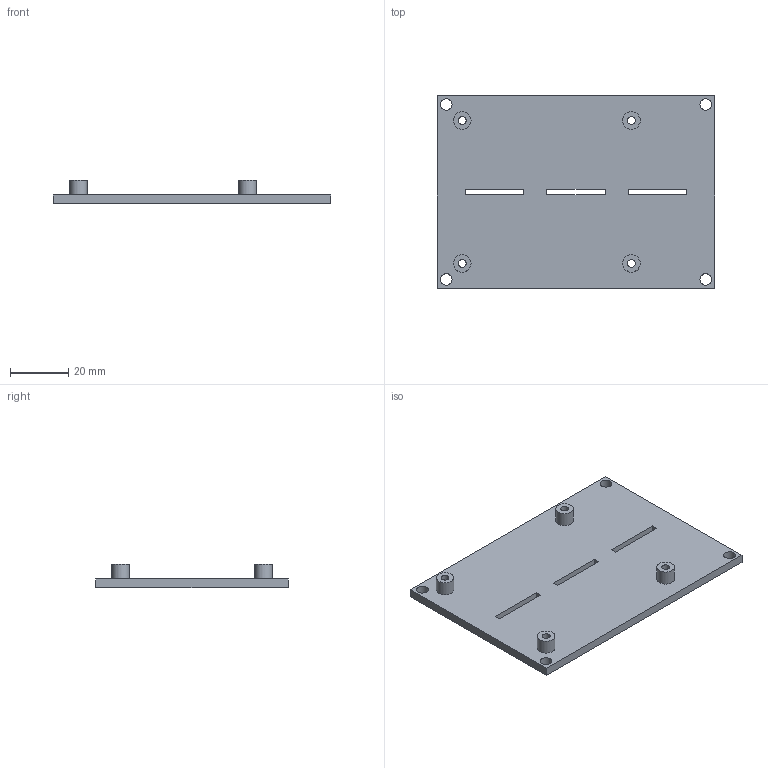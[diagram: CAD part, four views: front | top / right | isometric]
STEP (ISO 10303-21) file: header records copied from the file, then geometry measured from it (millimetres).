
FILE_DESCRIPTION(('FreeCAD Model'),'2;1');
FILE_NAME('Open CASCADE Shape Model','2025-06-01T13:34:20',('Author'),( ''),'Open CASCADE STEP processor 7.8','FreeCAD','Unknown');
FILE_SCHEMA(('AUTOMOTIVE_DESIGN { 1 0 10303 214 1 1 1 1 }'));
Length unit declared in the file: millimetre
Products named in the file (1): MountingPlate
Bounding box: 95 x 66 x 8 mm (x, y, z)
Volume: 18665.9 mm3; surface area: 14356.1 mm2
Topology: 1 solids, 1 shells, 50 faces, 108 edges, 72 vertices
Faces by surface type: plane 30, cylinder 20
Full cylindrical faces by diameter (mm): 2.7 x8, 3.5 x4, 4 x4, 6 x4
Entity records: 1438 total; most frequent: DIRECTION 250, CARTESIAN_POINT 231, ORIENTED_EDGE 216, EDGE_CURVE 108, AXIS2_PLACEMENT_3D 91, FACE_BOUND 84, EDGE_LOOP 84, VERTEX_POINT 72
